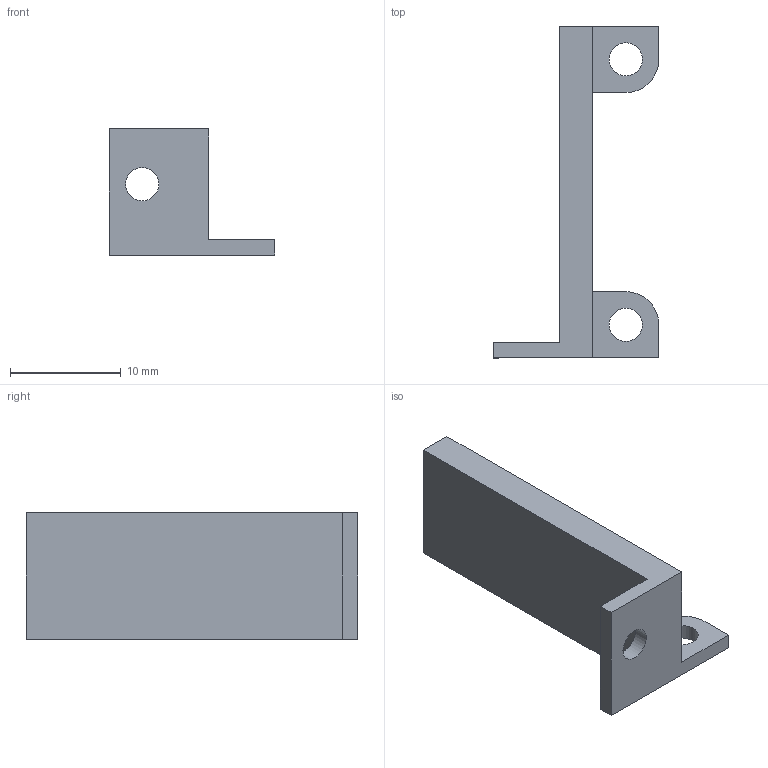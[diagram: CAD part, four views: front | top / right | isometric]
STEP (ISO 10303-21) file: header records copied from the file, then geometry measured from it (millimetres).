
FILE_DESCRIPTION(/* description */ ('Unknown'),/* implementation_level */ '2;1');
FILE_NAME(/* name */ '30mmfanholderhalb',/* time_stamp */ '2022-06-05T10:21:07+02:00',/* author */ ('Unknown'),/* organization */ ('Unknown'),/* preprocessor_version */ 'ST-DEVELOPER v18.1',/* originating_system */ 'Solid Edge',/* authorisation */ 'Unknown');
FILE_SCHEMA (('CONFIG_CONTROL_DESIGN'));
Length unit declared in the file: millimetre
Products named in the file (1): 30mmfanholderhalb
Bounding box: 15 x 30 x 11.4 mm (x, y, z)
Volume: 1187.5 mm3; surface area: 1249.4 mm2
Topology: 1 solids, 1 shells, 19 faces, 52 edges, 35 vertices
Faces by surface type: plane 14, cylinder 5
Full cylindrical faces by diameter (mm): 3 x3
Entity records: 622 total; most frequent: CARTESIAN_POINT 102, DIRECTION 98, ORIENTED_EDGE 96, EDGE_CURVE 48, LINE 38, VECTOR 38, VERTEX_POINT 34, AXIS2_PLACEMENT_3D 30
